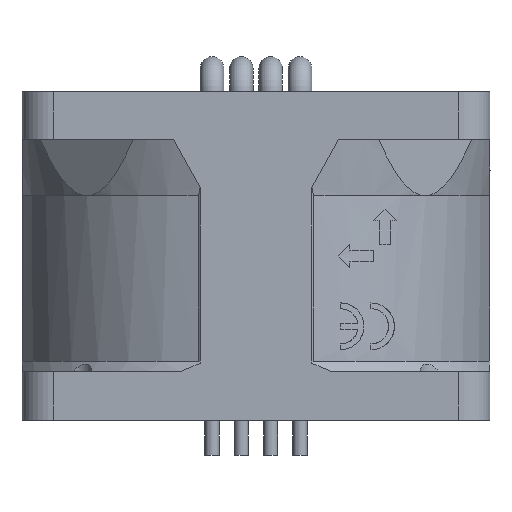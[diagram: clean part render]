
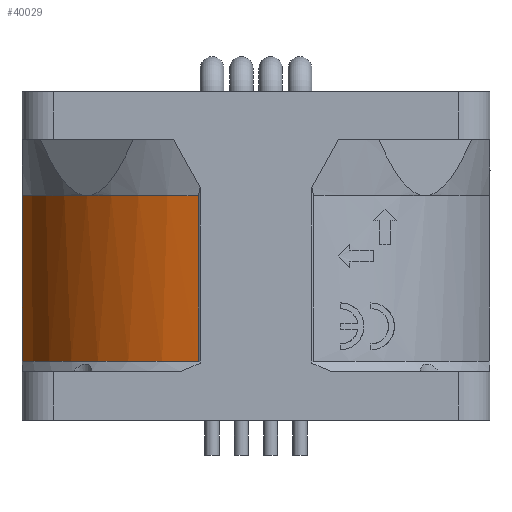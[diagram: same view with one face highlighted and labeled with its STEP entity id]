
A CAD part, left-side view. The second image highlights one B-rep face of the part: STEP entity #40029.
In plain terms, the highlighted cylindrical face has radius 20.4 mm (diameter 40.8 mm), a partial arc.
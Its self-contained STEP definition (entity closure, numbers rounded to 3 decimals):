
#3961 = PLANE('',#3962);
#3962 = AXIS2_PLACEMENT_3D('',#3963,#3964,#3965);
#3963 = CARTESIAN_POINT('',(23.491,43.396,-19.213
    ));
#3964 = DIRECTION('',(0.,1.,0.));
#3965 = DIRECTION('',(1.,0.,0.));
#28108 = VERTEX_POINT('',#28109);
#28109 = CARTESIAN_POINT('',(19.224,43.395,
    -28.183));
#28129 = CONICAL_SURFACE('',#28130,20.683,0.571);
#28130 = AXIS2_PLACEMENT_3D('',#28131,#28132,#28133);
#28131 = CARTESIAN_POINT('',(23.491,23.446,
    -28.623));
#28132 = DIRECTION('',(0.,0.,-1.));
#28133 = DIRECTION('',(0.629,0.777,0.));
#28163 = EDGE_CURVE('',#28108,#28164,#28166,.T.);
#28164 = VERTEX_POINT('',#28165);
#28165 = CARTESIAN_POINT('',(19.224,43.395,
    -14.06));
#28166 = SURFACE_CURVE('',#28167,(#28171,#28178),.PCURVE_S1.);
#28167 = LINE('',#28168,#28169);
#28168 = CARTESIAN_POINT('',(19.224,43.395,
    -28.183));
#28169 = VECTOR('',#28170,1.);
#28170 = DIRECTION('',(0.,0.,
    1.));
#28171 = PCURVE('',#3961,#28172);
#28172 = DEFINITIONAL_REPRESENTATION('',(#28173),#28177);
#28173 = LINE('',#28174,#28175);
#28174 = CARTESIAN_POINT('',(-4.267,8.97));
#28175 = VECTOR('',#28176,1.);
#28176 = DIRECTION('',(0.,-1.));
#28177 = ( GEOMETRIC_REPRESENTATION_CONTEXT(2) 
PARAMETRIC_REPRESENTATION_CONTEXT() REPRESENTATION_CONTEXT('2D SPACE',''
  ) );
#28178 = PCURVE('',#28179,#28184);
#28179 = CYLINDRICAL_SURFACE('',#28180,20.4);
#28180 = AXIS2_PLACEMENT_3D('',#28181,#28182,#28183);
#28181 = CARTESIAN_POINT('',(23.491,23.446,
    -13.778));
#28182 = DIRECTION('',(0.,0.,-1.));
#28183 = DIRECTION('',(-0.791,-0.612,-0.));
#28184 = DEFINITIONAL_REPRESENTATION('',(#28185),#28189);
#28185 = LINE('',#28186,#28187);
#28186 = CARTESIAN_POINT('',(2.018,14.405));
#28187 = VECTOR('',#28188,1.);
#28188 = DIRECTION('',(0.,-1.));
#28189 = ( GEOMETRIC_REPRESENTATION_CONTEXT(2) 
PARAMETRIC_REPRESENTATION_CONTEXT() REPRESENTATION_CONTEXT('2D SPACE',''
  ) );
#28213 = CONICAL_SURFACE('',#28214,20.776,0.156);
#28214 = AXIS2_PLACEMENT_3D('',#28215,#28216,#28217);
#28215 = CARTESIAN_POINT('',(23.491,23.446,
    -11.662));
#28216 = DIRECTION('',(0.,0.,1.));
#28217 = DIRECTION('',(-0.927,-0.375,0.));
#28493 = CONICAL_SURFACE('',#28494,20.776,0.156);
#28494 = AXIS2_PLACEMENT_3D('',#28495,#28496,#28497);
#28495 = CARTESIAN_POINT('',(23.491,23.446,
    -11.662));
#28496 = DIRECTION('',(0.,0.,1.));
#28497 = DIRECTION('',(-0.927,-0.375,0.));
#28677 = PLANE('',#28678);
#28678 = AXIS2_PLACEMENT_3D('',#28679,#28680,#28681);
#28679 = CARTESIAN_POINT('',(3.618,28.284,
    -20.859));
#28680 = DIRECTION('',(0.738,-0.675,0.));
#28681 = DIRECTION('',(0.675,0.738,0.));
#29326 = VERTEX_POINT('',#29327);
#29327 = CARTESIAN_POINT('',(3.694,28.367,
    -28.183));
#29376 = EDGE_CURVE('',#29377,#29326,#29379,.T.);
#29377 = VERTEX_POINT('',#29378);
#29378 = CARTESIAN_POINT('',(3.694,28.367,
    -14.06));
#29379 = SURFACE_CURVE('',#29380,(#29384,#29391),.PCURVE_S1.);
#29380 = LINE('',#29381,#29382);
#29381 = CARTESIAN_POINT('',(3.694,28.367,
    -14.06));
#29382 = VECTOR('',#29383,1.);
#29383 = DIRECTION('',(0.,0.,-1.));
#29384 = PCURVE('',#28677,#29385);
#29385 = DEFINITIONAL_REPRESENTATION('',(#29386),#29390);
#29386 = LINE('',#29387,#29388);
#29387 = CARTESIAN_POINT('',(0.113,6.799));
#29388 = VECTOR('',#29389,1.);
#29389 = DIRECTION('',(0.,-1.));
#29390 = ( GEOMETRIC_REPRESENTATION_CONTEXT(2) 
PARAMETRIC_REPRESENTATION_CONTEXT() REPRESENTATION_CONTEXT('2D SPACE',''
  ) );
#29391 = PCURVE('',#28179,#29392);
#29392 = DEFINITIONAL_REPRESENTATION('',(#29393),#29397);
#29393 = LINE('',#29394,#29395);
#29394 = CARTESIAN_POINT('',(0.902,0.282));
#29395 = VECTOR('',#29396,1.);
#29396 = DIRECTION('',(0.,1.));
#29397 = ( GEOMETRIC_REPRESENTATION_CONTEXT(2) 
PARAMETRIC_REPRESENTATION_CONTEXT() REPRESENTATION_CONTEXT('2D SPACE',''
  ) );
#29653 = EDGE_CURVE('',#28108,#29326,#29654,.T.);
#29654 = SURFACE_CURVE('',#29655,(#29660,#29667),.PCURVE_S1.);
#29655 = CIRCLE('',#29656,20.4);
#29656 = AXIS2_PLACEMENT_3D('',#29657,#29658,#29659);
#29657 = CARTESIAN_POINT('',(23.491,23.446,
    -28.183));
#29658 = DIRECTION('',(0.,0.,1.));
#29659 = DIRECTION('',(-0.209,0.978,0.));
#29660 = PCURVE('',#28129,#29661);
#29661 = DEFINITIONAL_REPRESENTATION('',(#29662),#29666);
#29662 = LINE('',#29663,#29664);
#29663 = CARTESIAN_POINT('',(11.675,-0.44));
#29664 = VECTOR('',#29665,1.);
#29665 = DIRECTION('',(-1.,0.));
#29666 = ( GEOMETRIC_REPRESENTATION_CONTEXT(2) 
PARAMETRIC_REPRESENTATION_CONTEXT() REPRESENTATION_CONTEXT('2D SPACE',''
  ) );
#29667 = PCURVE('',#28179,#29668);
#29668 = DEFINITIONAL_REPRESENTATION('',(#29669),#29673);
#29669 = LINE('',#29670,#29671);
#29670 = CARTESIAN_POINT('',(8.301,14.405));
#29671 = VECTOR('',#29672,1.);
#29672 = DIRECTION('',(-1.,0.));
#29673 = ( GEOMETRIC_REPRESENTATION_CONTEXT(2) 
PARAMETRIC_REPRESENTATION_CONTEXT() REPRESENTATION_CONTEXT('2D SPACE',''
  ) );
#40029 = ADVANCED_FACE('',(#40030),#28179,.T.);
#40030 = FACE_BOUND('',#40031,.T.);
#40031 = EDGE_LOOP('',(#40032,#40056,#40078,#40079,#40080));
#40032 = ORIENTED_EDGE('',*,*,#40033,.T.);
#40033 = EDGE_CURVE('',#29377,#40034,#40036,.T.);
#40034 = VERTEX_POINT('',#40035);
#40035 = CARTESIAN_POINT('',(9.066,37.87,
    -14.06));
#40036 = SURFACE_CURVE('',#40037,(#40042,#40049),.PCURVE_S1.);
#40037 = CIRCLE('',#40038,20.4);
#40038 = AXIS2_PLACEMENT_3D('',#40039,#40040,#40041);
#40039 = CARTESIAN_POINT('',(23.491,23.446,
    -14.06));
#40040 = DIRECTION('',(0.,0.,-1.));
#40041 = DIRECTION('',(-0.97,0.241,0.));
#40042 = PCURVE('',#28179,#40043);
#40043 = DEFINITIONAL_REPRESENTATION('',(#40044),#40048);
#40044 = LINE('',#40045,#40046);
#40045 = CARTESIAN_POINT('',(0.902,0.282));
#40046 = VECTOR('',#40047,1.);
#40047 = DIRECTION('',(1.,0.));
#40048 = ( GEOMETRIC_REPRESENTATION_CONTEXT(2) 
PARAMETRIC_REPRESENTATION_CONTEXT() REPRESENTATION_CONTEXT('2D SPACE',''
  ) );
#40049 = PCURVE('',#28493,#40050);
#40050 = DEFINITIONAL_REPRESENTATION('',(#40051),#40055);
#40051 = LINE('',#40052,#40053);
#40052 = CARTESIAN_POINT('',(5.656,-2.399));
#40053 = VECTOR('',#40054,1.);
#40054 = DIRECTION('',(-1.,0.));
#40055 = ( GEOMETRIC_REPRESENTATION_CONTEXT(2) 
PARAMETRIC_REPRESENTATION_CONTEXT() REPRESENTATION_CONTEXT('2D SPACE',''
  ) );
#40056 = ORIENTED_EDGE('',*,*,#40057,.T.);
#40057 = EDGE_CURVE('',#40034,#28164,#40058,.T.);
#40058 = SURFACE_CURVE('',#40059,(#40064,#40071),.PCURVE_S1.);
#40059 = CIRCLE('',#40060,20.4);
#40060 = AXIS2_PLACEMENT_3D('',#40061,#40062,#40063);
#40061 = CARTESIAN_POINT('',(23.491,23.446,
    -14.06));
#40062 = DIRECTION('',(0.,0.,-1.));
#40063 = DIRECTION('',(-0.707,0.707,0.));
#40064 = PCURVE('',#28179,#40065);
#40065 = DEFINITIONAL_REPRESENTATION('',(#40066),#40070);
#40066 = LINE('',#40067,#40068);
#40067 = CARTESIAN_POINT('',(1.443,0.283));
#40068 = VECTOR('',#40069,1.);
#40069 = DIRECTION('',(1.,0.));
#40070 = ( GEOMETRIC_REPRESENTATION_CONTEXT(2) 
PARAMETRIC_REPRESENTATION_CONTEXT() REPRESENTATION_CONTEXT('2D SPACE',''
  ) );
#40071 = PCURVE('',#28213,#40072);
#40072 = DEFINITIONAL_REPRESENTATION('',(#40073),#40077);
#40073 = LINE('',#40074,#40075);
#40074 = CARTESIAN_POINT('',(5.114,-2.399));
#40075 = VECTOR('',#40076,1.);
#40076 = DIRECTION('',(-1.,0.));
#40077 = ( GEOMETRIC_REPRESENTATION_CONTEXT(2) 
PARAMETRIC_REPRESENTATION_CONTEXT() REPRESENTATION_CONTEXT('2D SPACE',''
  ) );
#40078 = ORIENTED_EDGE('',*,*,#28163,.F.);
#40079 = ORIENTED_EDGE('',*,*,#29653,.T.);
#40080 = ORIENTED_EDGE('',*,*,#29376,.F.);
